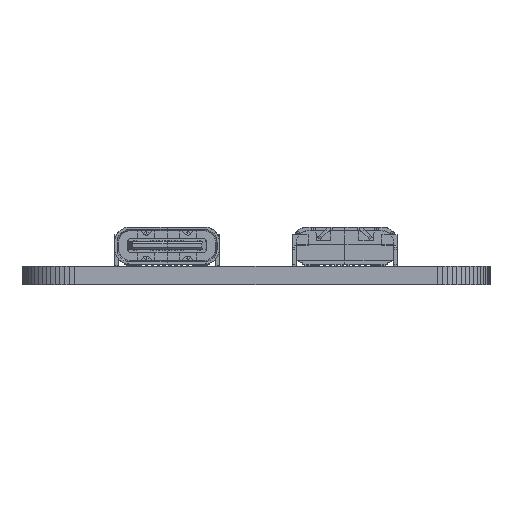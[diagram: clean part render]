
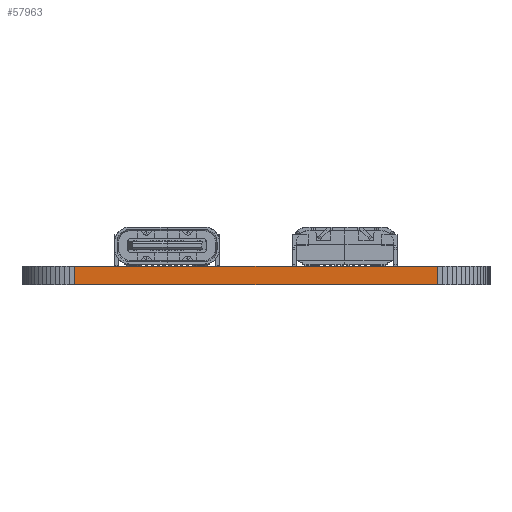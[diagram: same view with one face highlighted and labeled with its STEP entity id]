
A CAD part, front view. The second image highlights one B-rep face of the part: STEP entity #57963.
In plain terms, the highlighted planar face has unit normal (0, -1, 0).
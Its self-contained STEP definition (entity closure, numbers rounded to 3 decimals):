
#44150 = PLANE('',#44151);
#44151 = AXIS2_PLACEMENT_3D('',#44152,#44153,#44154);
#44152 = CARTESIAN_POINT('',(45.829,-33.964,1.58));
#44153 = DIRECTION('',(-0.,-0.,-1.));
#44154 = DIRECTION('',(-1.,0.,0.));
#44204 = PLANE('',#44205);
#44205 = AXIS2_PLACEMENT_3D('',#44206,#44207,#44208);
#44206 = CARTESIAN_POINT('',(45.829,-33.964,0.));
#44207 = DIRECTION('',(-0.,-0.,-1.));
#44208 = DIRECTION('',(-1.,0.,0.));
#45209 = VERTEX_POINT('',#45210);
#45210 = CARTESIAN_POINT('',(61.329,-38.464,0.));
#45224 = PLANE('',#45225);
#45225 = AXIS2_PLACEMENT_3D('',#45226,#45227,#45228);
#45226 = CARTESIAN_POINT('',(61.757,-38.443,0.));
#45227 = DIRECTION('',(0.048,-0.999,0.));
#45228 = DIRECTION('',(-0.999,-0.048,0.));
#45236 = EDGE_CURVE('',#45209,#45237,#45239,.T.);
#45237 = VERTEX_POINT('',#45238);
#45238 = CARTESIAN_POINT('',(30.329,-38.464,0.));
#45239 = SURFACE_CURVE('',#45240,(#45244,#45251),.PCURVE_S1.);
#45240 = LINE('',#45241,#45242);
#45241 = CARTESIAN_POINT('',(61.329,-38.464,0.));
#45242 = VECTOR('',#45243,1.);
#45243 = DIRECTION('',(-1.,0.,0.));
#45244 = PCURVE('',#44204,#45245);
#45245 = DEFINITIONAL_REPRESENTATION('',(#45246),#45250);
#45246 = LINE('',#45247,#45248);
#45247 = CARTESIAN_POINT('',(-15.5,-4.5));
#45248 = VECTOR('',#45249,1.);
#45249 = DIRECTION('',(1.,0.));
#45250 = ( GEOMETRIC_REPRESENTATION_CONTEXT(2) 
PARAMETRIC_REPRESENTATION_CONTEXT() REPRESENTATION_CONTEXT('2D SPACE',''
  ) );
#45251 = PCURVE('',#45252,#45257);
#45252 = PLANE('',#45253);
#45253 = AXIS2_PLACEMENT_3D('',#45254,#45255,#45256);
#45254 = CARTESIAN_POINT('',(61.329,-38.464,0.));
#45255 = DIRECTION('',(0.,-1.,0.));
#45256 = DIRECTION('',(-1.,0.,0.));
#45257 = DEFINITIONAL_REPRESENTATION('',(#45258),#45262);
#45258 = LINE('',#45259,#45260);
#45259 = CARTESIAN_POINT('',(0.,0.));
#45260 = VECTOR('',#45261,1.);
#45261 = DIRECTION('',(1.,0.));
#45262 = ( GEOMETRIC_REPRESENTATION_CONTEXT(2) 
PARAMETRIC_REPRESENTATION_CONTEXT() REPRESENTATION_CONTEXT('2D SPACE',''
  ) );
#45280 = PLANE('',#45281);
#45281 = AXIS2_PLACEMENT_3D('',#45282,#45283,#45284);
#45282 = CARTESIAN_POINT('',(30.329,-38.464,0.));
#45283 = DIRECTION('',(-0.048,-0.999,0.));
#45284 = DIRECTION('',(-0.999,0.048,0.));
#51584 = VERTEX_POINT('',#51585);
#51585 = CARTESIAN_POINT('',(61.329,-38.464,1.58));
#51606 = EDGE_CURVE('',#51584,#51607,#51609,.T.);
#51607 = VERTEX_POINT('',#51608);
#51608 = CARTESIAN_POINT('',(30.329,-38.464,1.58));
#51609 = SURFACE_CURVE('',#51610,(#51614,#51621),.PCURVE_S1.);
#51610 = LINE('',#51611,#51612);
#51611 = CARTESIAN_POINT('',(61.329,-38.464,1.58));
#51612 = VECTOR('',#51613,1.);
#51613 = DIRECTION('',(-1.,0.,0.));
#51614 = PCURVE('',#44150,#51615);
#51615 = DEFINITIONAL_REPRESENTATION('',(#51616),#51620);
#51616 = LINE('',#51617,#51618);
#51617 = CARTESIAN_POINT('',(-15.5,-4.5));
#51618 = VECTOR('',#51619,1.);
#51619 = DIRECTION('',(1.,0.));
#51620 = ( GEOMETRIC_REPRESENTATION_CONTEXT(2) 
PARAMETRIC_REPRESENTATION_CONTEXT() REPRESENTATION_CONTEXT('2D SPACE',''
  ) );
#51621 = PCURVE('',#45252,#51622);
#51622 = DEFINITIONAL_REPRESENTATION('',(#51623),#51627);
#51623 = LINE('',#51624,#51625);
#51624 = CARTESIAN_POINT('',(0.,-1.58));
#51625 = VECTOR('',#51626,1.);
#51626 = DIRECTION('',(1.,0.));
#51627 = ( GEOMETRIC_REPRESENTATION_CONTEXT(2) 
PARAMETRIC_REPRESENTATION_CONTEXT() REPRESENTATION_CONTEXT('2D SPACE',''
  ) );
#57915 = EDGE_CURVE('',#45209,#51584,#57916,.T.);
#57916 = SURFACE_CURVE('',#57917,(#57921,#57928),.PCURVE_S1.);
#57917 = LINE('',#57918,#57919);
#57918 = CARTESIAN_POINT('',(61.329,-38.464,0.));
#57919 = VECTOR('',#57920,1.);
#57920 = DIRECTION('',(0.,0.,1.));
#57921 = PCURVE('',#45224,#57922);
#57922 = DEFINITIONAL_REPRESENTATION('',(#57923),#57927);
#57923 = LINE('',#57924,#57925);
#57924 = CARTESIAN_POINT('',(0.428,0.));
#57925 = VECTOR('',#57926,1.);
#57926 = DIRECTION('',(0.,-1.));
#57927 = ( GEOMETRIC_REPRESENTATION_CONTEXT(2) 
PARAMETRIC_REPRESENTATION_CONTEXT() REPRESENTATION_CONTEXT('2D SPACE',''
  ) );
#57928 = PCURVE('',#45252,#57929);
#57929 = DEFINITIONAL_REPRESENTATION('',(#57930),#57934);
#57930 = LINE('',#57931,#57932);
#57931 = CARTESIAN_POINT('',(0.,0.));
#57932 = VECTOR('',#57933,1.);
#57933 = DIRECTION('',(0.,-1.));
#57934 = ( GEOMETRIC_REPRESENTATION_CONTEXT(2) 
PARAMETRIC_REPRESENTATION_CONTEXT() REPRESENTATION_CONTEXT('2D SPACE',''
  ) );
#57963 = ADVANCED_FACE('',(#57964),#45252,.T.);
#57964 = FACE_BOUND('',#57965,.T.);
#57965 = EDGE_LOOP('',(#57966,#57967,#57968,#57989));
#57966 = ORIENTED_EDGE('',*,*,#57915,.T.);
#57967 = ORIENTED_EDGE('',*,*,#51606,.T.);
#57968 = ORIENTED_EDGE('',*,*,#57969,.F.);
#57969 = EDGE_CURVE('',#45237,#51607,#57970,.T.);
#57970 = SURFACE_CURVE('',#57971,(#57975,#57982),.PCURVE_S1.);
#57971 = LINE('',#57972,#57973);
#57972 = CARTESIAN_POINT('',(30.329,-38.464,0.));
#57973 = VECTOR('',#57974,1.);
#57974 = DIRECTION('',(0.,0.,1.));
#57975 = PCURVE('',#45252,#57976);
#57976 = DEFINITIONAL_REPRESENTATION('',(#57977),#57981);
#57977 = LINE('',#57978,#57979);
#57978 = CARTESIAN_POINT('',(31.,0.));
#57979 = VECTOR('',#57980,1.);
#57980 = DIRECTION('',(0.,-1.));
#57981 = ( GEOMETRIC_REPRESENTATION_CONTEXT(2) 
PARAMETRIC_REPRESENTATION_CONTEXT() REPRESENTATION_CONTEXT('2D SPACE',''
  ) );
#57982 = PCURVE('',#45280,#57983);
#57983 = DEFINITIONAL_REPRESENTATION('',(#57984),#57988);
#57984 = LINE('',#57985,#57986);
#57985 = CARTESIAN_POINT('',(0.,0.));
#57986 = VECTOR('',#57987,1.);
#57987 = DIRECTION('',(0.,-1.));
#57988 = ( GEOMETRIC_REPRESENTATION_CONTEXT(2) 
PARAMETRIC_REPRESENTATION_CONTEXT() REPRESENTATION_CONTEXT('2D SPACE',''
  ) );
#57989 = ORIENTED_EDGE('',*,*,#45236,.F.);
